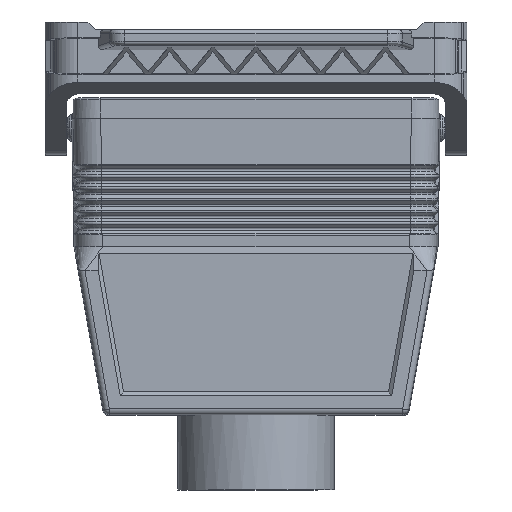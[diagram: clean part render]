
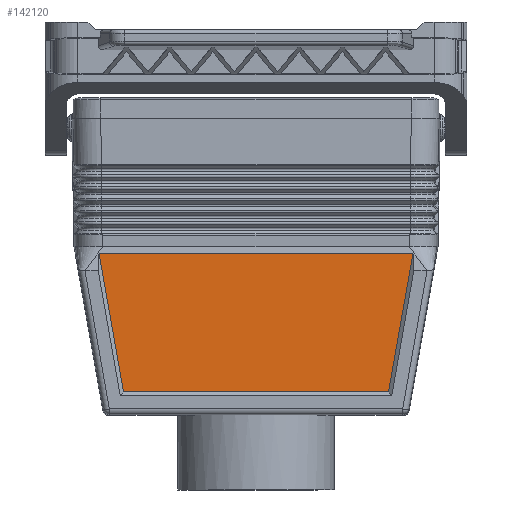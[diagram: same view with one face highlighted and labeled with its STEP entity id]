
A CAD part, front view. The second image highlights one B-rep face of the part: STEP entity #142120.
In plain terms, the highlighted face is planar.
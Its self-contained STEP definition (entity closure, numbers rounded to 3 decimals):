
#136220=CARTESIAN_POINT('',(417.083,-22.843,
34.87));
#136230=VERTEX_POINT('',#136220);
#136260=CARTESIAN_POINT('',(417.083,44.373,
34.87));
#136270=DIRECTION('',(0.,1.,0.));
#136280=VECTOR('',#136270,1.);
#136290=LINE('',#136260,#136280);
#136300=CARTESIAN_POINT('',(417.083,57.156,
34.87));
#136310=VERTEX_POINT('',#136300);
#136320=EDGE_CURVE('',#136230,#136310,#136290,.T.);
#141820=CARTESIAN_POINT('',(417.083,-12.317,
48.893));
#141830=DIRECTION('',(1.,0.,0.));
#141840=DIRECTION('',(0.,1.,0.));
#141850=AXIS2_PLACEMENT_3D('',#141820,#141830,#141840);
#141860=PLANE('',#141850);
#141870=CARTESIAN_POINT('',(417.083,-26.831,
12.233));
#141880=DIRECTION('',(0.,-0.174,
-0.985));
#141890=VECTOR('',#141880,1.);
#141900=LINE('',#141870,#141890);
#141910=CARTESIAN_POINT('',(417.083,-16.613,
70.233));
#141920=VERTEX_POINT('',#141910);
#141930=EDGE_CURVE('',#141920,#136230,#141900,.T.);
#141940=ORIENTED_EDGE('',*,*,#141930,.T.);
#141950=CARTESIAN_POINT('',(417.083,44.373,
70.233));
#141960=DIRECTION('',(0.,-1.,0.));
#141970=VECTOR('',#141960,1.);
#141980=LINE('',#141950,#141970);
#141990=CARTESIAN_POINT('',(417.083,50.926,
70.233));
#142000=VERTEX_POINT('',#141990);
#142010=EDGE_CURVE('',#142000,#141920,#141980,.T.);
#142020=ORIENTED_EDGE('',*,*,#142010,.T.);
#142030=CARTESIAN_POINT('',(417.083,61.144,
12.233));
#142040=DIRECTION('',(0.,0.174,
-0.985));
#142050=VECTOR('',#142040,1.);
#142060=LINE('',#142030,#142050);
#142070=EDGE_CURVE('',#142000,#136310,#142060,.T.);
#142080=ORIENTED_EDGE('',*,*,#142070,.F.);
#142090=ORIENTED_EDGE('',*,*,#136320,.T.);
#142100=EDGE_LOOP('',(#142090,#142080,#142020,#141940));
#142110=FACE_OUTER_BOUND('',#142100,.T.);
#142120=ADVANCED_FACE('',(#142110),#141860,.T.);
